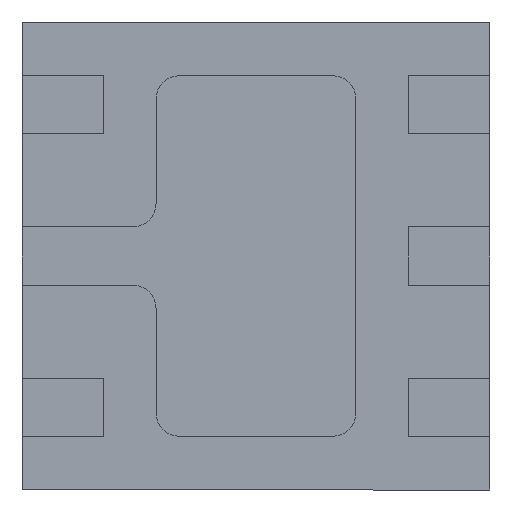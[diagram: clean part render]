
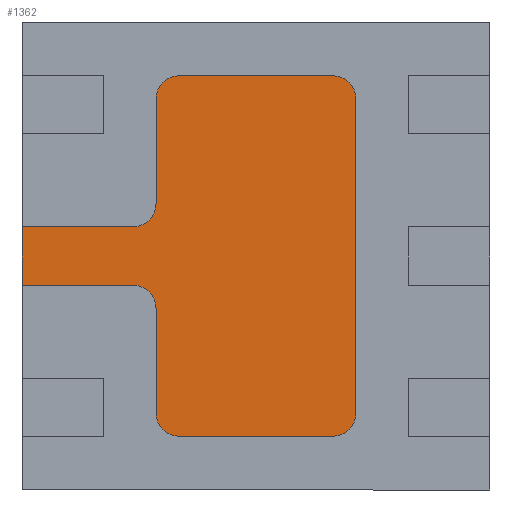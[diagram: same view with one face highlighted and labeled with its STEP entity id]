
A CAD part, front view. The second image highlights one B-rep face of the part: STEP entity #1362.
In plain terms, the highlighted planar face has unit normal (0, -1, 0).
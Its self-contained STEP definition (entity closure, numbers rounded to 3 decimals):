
#15 = CARTESIAN_POINT ( 'NONE',  ( 0.43, 0., 0.775 ) ) ;
#24 = CARTESIAN_POINT ( 'NONE',  ( 0.33, 0., 0.675 ) ) ;
#30 = DIRECTION ( 'NONE',  ( -1., 0., 0. ) ) ;
#36 = CARTESIAN_POINT ( 'NONE',  ( -0.43, 0., 0.775 ) ) ;
#38 = EDGE_CURVE ( 'NONE', #2786, #827, #782, .T. ) ;
#57 = DIRECTION ( 'NONE',  ( 0., 0., -1. ) ) ;
#63 = EDGE_CURVE ( 'NONE', #2847, #2278, #221, .T. ) ;
#85 = DIRECTION ( 'NONE',  ( 0., -1., 0. ) ) ;
#124 = AXIS2_PLACEMENT_3D ( 'NONE', #810, #1316, #665 ) ;
#182 = ORIENTED_EDGE ( 'NONE', *, *, #1191, .F. ) ;
#200 = ORIENTED_EDGE ( 'NONE', *, *, #2240, .T. ) ;
#221 = LINE ( 'NONE', #427, #661 ) ;
#255 = ORIENTED_EDGE ( 'NONE', *, *, #1696, .T. ) ;
#302 = VECTOR ( 'NONE', #1786, 1000. ) ;
#327 = VERTEX_POINT ( 'NONE', #1613 ) ;
#362 = EDGE_CURVE ( 'NONE', #2847, #2716, #2596, .T. ) ;
#381 = CARTESIAN_POINT ( 'NONE',  ( -0.43, 0., -0.225 ) ) ;
#403 = CARTESIAN_POINT ( 'NONE',  ( -1.006, 0., 0.125 ) ) ;
#427 = CARTESIAN_POINT ( 'NONE',  ( -0.656, 0., -0.125 ) ) ;
#551 = DIRECTION ( 'NONE',  ( 0., 1., 0. ) ) ;
#557 = EDGE_CURVE ( 'NONE', #1503, #327, #2780, .T. ) ;
#560 = VECTOR ( 'NONE', #960, 1000. ) ;
#615 = ORIENTED_EDGE ( 'NONE', *, *, #362, .T. ) ;
#661 = VECTOR ( 'NONE', #1493, 1000. ) ;
#665 = DIRECTION ( 'NONE',  ( 0., 0., -1. ) ) ;
#720 = CARTESIAN_POINT ( 'NONE',  ( 0.43, 0., -0.775 ) ) ;
#736 = EDGE_LOOP ( 'NONE', ( #200, #2779, #1252, #2356, #182, #938, #1778, #615, #895, #2433, #255, #1984, #2589, #2173 ) ) ;
#748 = LINE ( 'NONE', #2697, #560 ) ;
#782 = CIRCLE ( 'NONE', #1880, 0.1 ) ;
#809 = EDGE_CURVE ( 'NONE', #2716, #2786, #1140, .T. ) ;
#810 = CARTESIAN_POINT ( 'NONE',  ( -0.33, 0., 0.675 ) ) ;
#827 = VERTEX_POINT ( 'NONE', #1555 ) ;
#833 = LINE ( 'NONE', #403, #2457 ) ;
#856 = DIRECTION ( 'NONE',  ( 0., 1., 0. ) ) ;
#861 = AXIS2_PLACEMENT_3D ( 'NONE', #24, #904, #952 ) ;
#895 = ORIENTED_EDGE ( 'NONE', *, *, #809, .T. ) ;
#904 = DIRECTION ( 'NONE',  ( 0., -1., 0. ) ) ;
#916 = DIRECTION ( 'NONE',  ( 0., 0., -1. ) ) ;
#938 = ORIENTED_EDGE ( 'NONE', *, *, #1116, .F. ) ;
#946 = CARTESIAN_POINT ( 'NONE',  ( -0.43, 0., 0.675 ) ) ;
#952 = DIRECTION ( 'NONE',  ( 0., 0., -1. ) ) ;
#960 = DIRECTION ( 'NONE',  ( 0., 0., 1. ) ) ;
#977 = LINE ( 'NONE', #720, #2743 ) ;
#1018 = VERTEX_POINT ( 'NONE', #1642 ) ;
#1043 = EDGE_CURVE ( 'NONE', #2295, #1950, #1681, .T. ) ;
#1049 = CARTESIAN_POINT ( 'NONE',  ( -0.33, 0., -0.675 ) ) ;
#1112 = DIRECTION ( 'NONE',  ( 0., 0., 1. ) ) ;
#1116 = EDGE_CURVE ( 'NONE', #2278, #1983, #833, .T. ) ;
#1123 = VECTOR ( 'NONE', #2604, 1000. ) ;
#1126 = CARTESIAN_POINT ( 'NONE',  ( -0.53, 0., -0.225 ) ) ;
#1132 = CARTESIAN_POINT ( 'NONE',  ( -0.43, 0., -0.675 ) ) ;
#1134 = CARTESIAN_POINT ( 'NONE',  ( -1.006, 0., -0.125 ) ) ;
#1138 = CARTESIAN_POINT ( 'NONE',  ( -0.43, 0., 0.225 ) ) ;
#1140 = LINE ( 'NONE', #36, #302 ) ;
#1175 = DIRECTION ( 'NONE',  ( 1., 0., 0. ) ) ;
#1191 = EDGE_CURVE ( 'NONE', #1983, #1018, #1772, .T. ) ;
#1252 = ORIENTED_EDGE ( 'NONE', *, *, #1043, .T. ) ;
#1316 = DIRECTION ( 'NONE',  ( 0., -1., 0. ) ) ;
#1325 = EDGE_CURVE ( 'NONE', #327, #1794, #748, .T. ) ;
#1358 = AXIS2_PLACEMENT_3D ( 'NONE', #1126, #551, #916 ) ;
#1362 = ADVANCED_FACE ( 'NONE', ( #2005 ), #2467, .T. ) ;
#1369 = DIRECTION ( 'NONE',  ( 0., -1., 0. ) ) ;
#1425 = AXIS2_PLACEMENT_3D ( 'NONE', #1432, #1369, #2040 ) ;
#1432 = CARTESIAN_POINT ( 'NONE',  ( 0., 0., 0.65 ) ) ;
#1493 = DIRECTION ( 'NONE',  ( -1., 0., 0. ) ) ;
#1503 = VERTEX_POINT ( 'NONE', #2643 ) ;
#1555 = CARTESIAN_POINT ( 'NONE',  ( -0.33, 0., -0.775 ) ) ;
#1600 = CARTESIAN_POINT ( 'NONE',  ( 0.33, 0., -0.675 ) ) ;
#1613 = CARTESIAN_POINT ( 'NONE',  ( 0.43, 0., -0.675 ) ) ;
#1627 = EDGE_CURVE ( 'NONE', #1794, #2230, #2084, .T. ) ;
#1642 = CARTESIAN_POINT ( 'NONE',  ( -0.53, 0., 0.125 ) ) ;
#1661 = AXIS2_PLACEMENT_3D ( 'NONE', #1600, #85, #57 ) ;
#1681 = LINE ( 'NONE', #2319, #2059 ) ;
#1696 = EDGE_CURVE ( 'NONE', #827, #1503, #977, .T. ) ;
#1724 = DIRECTION ( 'NONE',  ( 0., 0., -1. ) ) ;
#1740 = CARTESIAN_POINT ( 'NONE',  ( -0.656, 0., 0.125 ) ) ;
#1772 = LINE ( 'NONE', #1740, #1123 ) ;
#1778 = ORIENTED_EDGE ( 'NONE', *, *, #63, .F. ) ;
#1786 = DIRECTION ( 'NONE',  ( 0., 0., -1. ) ) ;
#1794 = VERTEX_POINT ( 'NONE', #2555 ) ;
#1824 = CIRCLE ( 'NONE', #2050, 0.1 ) ;
#1825 = EDGE_CURVE ( 'NONE', #1950, #1018, #1824, .T. ) ;
#1880 = AXIS2_PLACEMENT_3D ( 'NONE', #1049, #2131, #2825 ) ;
#1921 = CARTESIAN_POINT ( 'NONE',  ( -0.33, 0., 0.775 ) ) ;
#1950 = VERTEX_POINT ( 'NONE', #1138 ) ;
#1983 = VERTEX_POINT ( 'NONE', #2730 ) ;
#1984 = ORIENTED_EDGE ( 'NONE', *, *, #557, .T. ) ;
#2005 = FACE_OUTER_BOUND ( 'NONE', #736, .T. ) ;
#2040 = DIRECTION ( 'NONE',  ( 0., 0., -1. ) ) ;
#2050 = AXIS2_PLACEMENT_3D ( 'NONE', #2826, #856, #1724 ) ;
#2059 = VECTOR ( 'NONE', #2733, 1000. ) ;
#2084 = CIRCLE ( 'NONE', #861, 0.1 ) ;
#2131 = DIRECTION ( 'NONE',  ( 0., -1., 0. ) ) ;
#2138 = VECTOR ( 'NONE', #30, 1000. ) ;
#2144 = EDGE_CURVE ( 'NONE', #2447, #2295, #2325, .T. ) ;
#2173 = ORIENTED_EDGE ( 'NONE', *, *, #1627, .T. ) ;
#2230 = VERTEX_POINT ( 'NONE', #2663 ) ;
#2240 = EDGE_CURVE ( 'NONE', #2230, #2447, #2243, .T. ) ;
#2243 = LINE ( 'NONE', #15, #2138 ) ;
#2278 = VERTEX_POINT ( 'NONE', #1134 ) ;
#2295 = VERTEX_POINT ( 'NONE', #946 ) ;
#2319 = CARTESIAN_POINT ( 'NONE',  ( -0.43, 0., 0.775 ) ) ;
#2325 = CIRCLE ( 'NONE', #124, 0.1 ) ;
#2356 = ORIENTED_EDGE ( 'NONE', *, *, #1825, .T. ) ;
#2383 = CARTESIAN_POINT ( 'NONE',  ( -0.53, 0., -0.125 ) ) ;
#2433 = ORIENTED_EDGE ( 'NONE', *, *, #38, .T. ) ;
#2447 = VERTEX_POINT ( 'NONE', #1921 ) ;
#2457 = VECTOR ( 'NONE', #1112, 1000. ) ;
#2467 = PLANE ( 'NONE',  #1425 ) ;
#2555 = CARTESIAN_POINT ( 'NONE',  ( 0.43, 0., 0.675 ) ) ;
#2589 = ORIENTED_EDGE ( 'NONE', *, *, #1325, .T. ) ;
#2596 = CIRCLE ( 'NONE', #1358, 0.1 ) ;
#2604 = DIRECTION ( 'NONE',  ( 1., 0., 0. ) ) ;
#2643 = CARTESIAN_POINT ( 'NONE',  ( 0.33, 0., -0.775 ) ) ;
#2663 = CARTESIAN_POINT ( 'NONE',  ( 0.33, 0., 0.775 ) ) ;
#2697 = CARTESIAN_POINT ( 'NONE',  ( 0.43, 0., 0.775 ) ) ;
#2716 = VERTEX_POINT ( 'NONE', #381 ) ;
#2730 = CARTESIAN_POINT ( 'NONE',  ( -1.006, 0., 0.125 ) ) ;
#2733 = DIRECTION ( 'NONE',  ( 0., 0., -1. ) ) ;
#2743 = VECTOR ( 'NONE', #1175, 1000. ) ;
#2779 = ORIENTED_EDGE ( 'NONE', *, *, #2144, .T. ) ;
#2780 = CIRCLE ( 'NONE', #1661, 0.1 ) ;
#2786 = VERTEX_POINT ( 'NONE', #1132 ) ;
#2825 = DIRECTION ( 'NONE',  ( 0., 0., -1. ) ) ;
#2826 = CARTESIAN_POINT ( 'NONE',  ( -0.53, 0., 0.225 ) ) ;
#2847 = VERTEX_POINT ( 'NONE', #2383 ) ;
